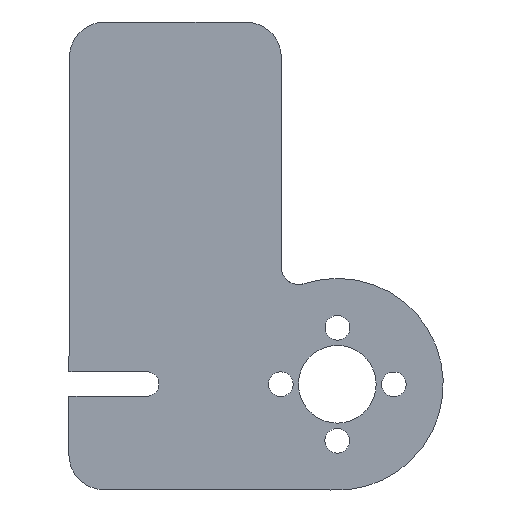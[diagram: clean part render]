
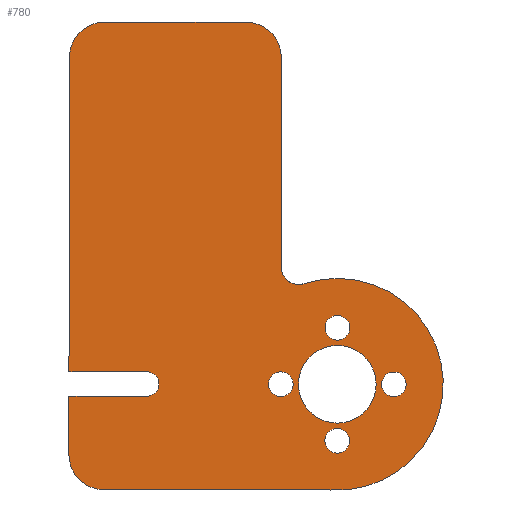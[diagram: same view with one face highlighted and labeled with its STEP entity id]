
A CAD part, front view. The second image highlights one B-rep face of the part: STEP entity #780.
In plain terms, the highlighted planar face has unit normal (0, -1, 0).
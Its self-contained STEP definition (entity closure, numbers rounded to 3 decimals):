
#41=FACE_BOUND('',#154,.T.);
#42=FACE_BOUND('',#155,.T.);
#43=FACE_BOUND('',#156,.T.);
#44=FACE_BOUND('',#157,.T.);
#45=FACE_BOUND('',#158,.T.);
#63=CIRCLE('',#835,5.);
#64=CIRCLE('',#836,15.);
#65=CIRCLE('',#837,2.5);
#66=CIRCLE('',#838,5.);
#67=CIRCLE('',#839,5.);
#68=CIRCLE('',#840,1.75);
#69=CIRCLE('',#841,5.5);
#70=CIRCLE('',#842,1.75);
#71=CIRCLE('',#843,1.75);
#72=CIRCLE('',#844,1.75);
#73=CIRCLE('',#845,1.75);
#113=FACE_OUTER_BOUND('',#153,.T.);
#153=EDGE_LOOP('',(#547,#548,#549,#550,#551,#552,#553,#554,#555,#556,#557,
#558,#559));
#154=EDGE_LOOP('',(#560));
#155=EDGE_LOOP('',(#561));
#156=EDGE_LOOP('',(#562));
#157=EDGE_LOOP('',(#563));
#158=EDGE_LOOP('',(#564));
#211=LINE('',#1165,#276);
#215=LINE('',#1174,#280);
#219=LINE('',#1182,#284);
#224=LINE('',#1191,#289);
#225=LINE('',#1196,#290);
#226=LINE('',#1202,#291);
#227=LINE('',#1206,#292);
#276=VECTOR('',#922,10.);
#280=VECTOR('',#928,10.);
#284=VECTOR('',#934,10.);
#289=VECTOR('',#941,10.);
#290=VECTOR('',#946,10.);
#291=VECTOR('',#951,10.);
#292=VECTOR('',#954,10.);
#341=VERTEX_POINT('',#1163);
#342=VERTEX_POINT('',#1164);
#345=VERTEX_POINT('',#1172);
#346=VERTEX_POINT('',#1173);
#349=VERTEX_POINT('',#1181);
#352=VERTEX_POINT('',#1189);
#353=VERTEX_POINT('',#1193);
#354=VERTEX_POINT('',#1195);
#355=VERTEX_POINT('',#1197);
#356=VERTEX_POINT('',#1199);
#357=VERTEX_POINT('',#1201);
#358=VERTEX_POINT('',#1203);
#359=VERTEX_POINT('',#1205);
#360=VERTEX_POINT('',#1209);
#361=VERTEX_POINT('',#1211);
#362=VERTEX_POINT('',#1213);
#363=VERTEX_POINT('',#1215);
#364=VERTEX_POINT('',#1217);
#417=EDGE_CURVE('',#341,#342,#211,.T.);
#421=EDGE_CURVE('',#345,#346,#215,.T.);
#425=EDGE_CURVE('',#346,#349,#219,.T.);
#430=EDGE_CURVE('',#352,#341,#224,.T.);
#431=EDGE_CURVE('',#352,#353,#63,.T.);
#432=EDGE_CURVE('',#354,#353,#225,.T.);
#433=EDGE_CURVE('',#355,#354,#64,.T.);
#434=EDGE_CURVE('',#355,#356,#65,.F.);
#435=EDGE_CURVE('',#357,#356,#226,.T.);
#436=EDGE_CURVE('',#357,#358,#66,.T.);
#437=EDGE_CURVE('',#359,#358,#227,.T.);
#438=EDGE_CURVE('',#359,#349,#67,.T.);
#439=EDGE_CURVE('',#342,#345,#68,.T.);
#440=EDGE_CURVE('',#360,#360,#69,.F.);
#441=EDGE_CURVE('',#361,#361,#70,.F.);
#442=EDGE_CURVE('',#362,#362,#71,.F.);
#443=EDGE_CURVE('',#363,#363,#72,.F.);
#444=EDGE_CURVE('',#364,#364,#73,.F.);
#547=ORIENTED_EDGE('',*,*,#417,.F.);
#548=ORIENTED_EDGE('',*,*,#430,.F.);
#549=ORIENTED_EDGE('',*,*,#431,.T.);
#550=ORIENTED_EDGE('',*,*,#432,.F.);
#551=ORIENTED_EDGE('',*,*,#433,.F.);
#552=ORIENTED_EDGE('',*,*,#434,.T.);
#553=ORIENTED_EDGE('',*,*,#435,.F.);
#554=ORIENTED_EDGE('',*,*,#436,.T.);
#555=ORIENTED_EDGE('',*,*,#437,.F.);
#556=ORIENTED_EDGE('',*,*,#438,.T.);
#557=ORIENTED_EDGE('',*,*,#425,.F.);
#558=ORIENTED_EDGE('',*,*,#421,.F.);
#559=ORIENTED_EDGE('',*,*,#439,.F.);
#560=ORIENTED_EDGE('',*,*,#440,.T.);
#561=ORIENTED_EDGE('',*,*,#441,.F.);
#562=ORIENTED_EDGE('',*,*,#442,.F.);
#563=ORIENTED_EDGE('',*,*,#443,.F.);
#564=ORIENTED_EDGE('',*,*,#444,.F.);
#763=PLANE('',#834);
#780=ADVANCED_FACE('',(#113,#41,#42,#43,#44,#45),#763,.F.);
#834=AXIS2_PLACEMENT_3D('',#1192,#942,#943);
#835=AXIS2_PLACEMENT_3D('',#1194,#944,#945);
#836=AXIS2_PLACEMENT_3D('',#1198,#947,#948);
#837=AXIS2_PLACEMENT_3D('',#1200,#949,#950);
#838=AXIS2_PLACEMENT_3D('',#1204,#952,#953);
#839=AXIS2_PLACEMENT_3D('',#1207,#955,#956);
#840=AXIS2_PLACEMENT_3D('',#1208,#957,#958);
#841=AXIS2_PLACEMENT_3D('',#1210,#959,#960);
#842=AXIS2_PLACEMENT_3D('',#1212,#961,#962);
#843=AXIS2_PLACEMENT_3D('',#1214,#963,#964);
#844=AXIS2_PLACEMENT_3D('',#1216,#965,#966);
#845=AXIS2_PLACEMENT_3D('',#1218,#967,#968);
#922=DIRECTION('',(1.,0.,-0.001));
#928=DIRECTION('',(-1.,0.,0.001));
#934=DIRECTION('',(0.002,0.,1.));
#941=DIRECTION('',(0.002,0.,1.));
#942=DIRECTION('center_axis',(0.,1.,0.));
#943=DIRECTION('ref_axis',(0.002,0.,1.));
#944=DIRECTION('center_axis',(0.,-1.,0.));
#945=DIRECTION('ref_axis',(-0.708,0.,-0.706));
#946=DIRECTION('',(-1.,0.,0.001));
#947=DIRECTION('center_axis',(0.,1.,0.));
#948=DIRECTION('ref_axis',(1.,0.,-0.002));
#949=DIRECTION('center_axis',(0.,-1.,0.));
#950=DIRECTION('ref_axis',(-0.587,0.,-0.81));
#951=DIRECTION('',(-0.002,0.,-1.));
#952=DIRECTION('center_axis',(0.,-1.,0.));
#953=DIRECTION('ref_axis',(0.708,0.,0.706));
#954=DIRECTION('',(1.,0.,-0.002));
#955=DIRECTION('center_axis',(0.,-1.,0.));
#956=DIRECTION('ref_axis',(-0.706,0.,0.708));
#957=DIRECTION('center_axis',(0.,-1.,0.));
#958=DIRECTION('ref_axis',(-1.,0.,0.002));
#959=DIRECTION('center_axis',(0.,-1.,0.));
#960=DIRECTION('ref_axis',(1.,0.,-0.002));
#961=DIRECTION('center_axis',(0.,1.,0.));
#962=DIRECTION('ref_axis',(-1.,0.,0.002));
#963=DIRECTION('center_axis',(0.,1.,0.));
#964=DIRECTION('ref_axis',(-1.,0.,0.002));
#965=DIRECTION('center_axis',(0.,1.,0.));
#966=DIRECTION('ref_axis',(-1.,0.,0.002));
#967=DIRECTION('center_axis',(0.,1.,0.));
#968=DIRECTION('ref_axis',(-1.,0.,0.002));
#1163=CARTESIAN_POINT('',(102.021,-22.,58.241));
#1164=CARTESIAN_POINT('',(113.022,-22.,58.232));
#1165=CARTESIAN_POINT('',(115.034,-22.,58.231));
#1172=CARTESIAN_POINT('',(113.025,-22.,61.732));
#1173=CARTESIAN_POINT('',(102.027,-22.,61.741));
#1174=CARTESIAN_POINT('',(109.538,-22.,61.735));
#1181=CARTESIAN_POINT('',(102.098,-22.,106.246));
#1182=CARTESIAN_POINT('',(102.045,-22.,73.55));
#1189=CARTESIAN_POINT('',(102.008,-22.,50.004));
#1191=CARTESIAN_POINT('',(102.045,-22.,73.55));
#1192=CARTESIAN_POINT('Origin',(117.072,-22.,89.976));
#1193=CARTESIAN_POINT('',(107.004,-22.,44.996));
#1194=CARTESIAN_POINT('Origin',(107.008,-22.,49.996));
#1195=CARTESIAN_POINT('',(139.059,-22.,44.97));
#1196=CARTESIAN_POINT('',(109.518,-22.,44.994));
#1197=CARTESIAN_POINT('',(135.332,-22.,74.187));
#1198=CARTESIAN_POINT('Origin',(140.024,-22.,59.939));
#1199=CARTESIAN_POINT('',(132.05,-22.,76.565));
#1200=CARTESIAN_POINT('Origin',(134.55,-22.,76.561));
#1201=CARTESIAN_POINT('',(132.098,-22.,106.198));
#1202=CARTESIAN_POINT('',(132.098,-22.,106.402));
#1203=CARTESIAN_POINT('',(127.106,-22.,111.206));
#1204=CARTESIAN_POINT('Origin',(127.098,-22.,106.206));
#1205=CARTESIAN_POINT('',(107.106,-22.,111.238));
#1206=CARTESIAN_POINT('',(124.606,-22.,111.21));
#1207=CARTESIAN_POINT('Origin',(107.098,-22.,106.238));
#1208=CARTESIAN_POINT('Origin',(113.024,-22.,59.982));
#1209=CARTESIAN_POINT('',(134.524,-22.,59.948));
#1210=CARTESIAN_POINT('Origin',(140.024,-22.,59.939));
#1211=CARTESIAN_POINT('',(133.774,-22.,59.949));
#1212=CARTESIAN_POINT('Origin',(132.024,-22.,59.952));
#1213=CARTESIAN_POINT('',(149.774,-22.,59.924));
#1214=CARTESIAN_POINT('Origin',(148.024,-22.,59.927));
#1215=CARTESIAN_POINT('',(141.761,-22.,51.937));
#1216=CARTESIAN_POINT('Origin',(140.011,-22.,51.939));
#1217=CARTESIAN_POINT('',(141.787,-22.,67.937));
#1218=CARTESIAN_POINT('Origin',(140.037,-22.,67.939));
